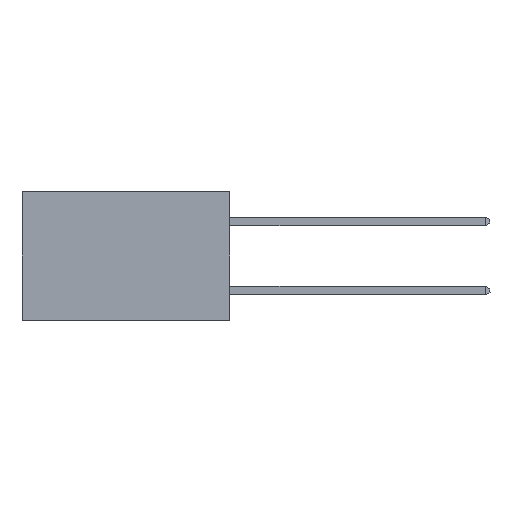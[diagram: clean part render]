
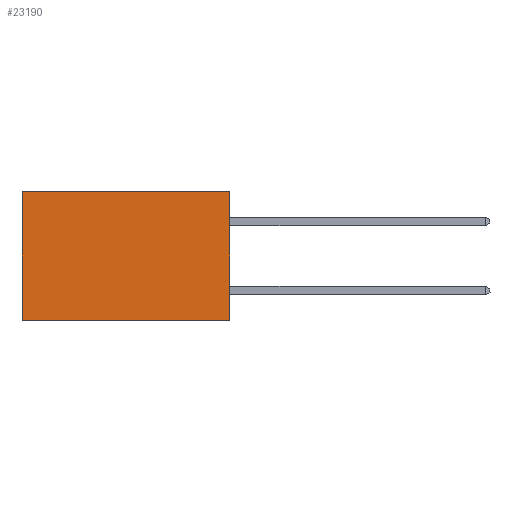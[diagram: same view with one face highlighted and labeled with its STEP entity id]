
A CAD part, left-side view. The second image highlights one B-rep face of the part: STEP entity #23190.
In plain terms, the highlighted planar face has unit normal (-1, 0, 0).
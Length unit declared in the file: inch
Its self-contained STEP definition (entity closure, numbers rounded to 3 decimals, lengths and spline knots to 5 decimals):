
#773 = EDGE_CURVE ( 'NONE', #12045, #22330, #19718, .T. ) ;
#1106 = CARTESIAN_POINT ( 'NONE',  ( 0.298, 0., -0.37 ) ) ;
#1380 = PLANE ( 'NONE',  #22016 ) ;
#1746 = DIRECTION ( 'NONE',  ( 0., 1., 0. ) ) ;
#1934 = LINE ( 'NONE', #14857, #14284 ) ;
#2403 = FACE_OUTER_BOUND ( 'NONE', #15152, .T. ) ;
#2976 = DIRECTION ( 'NONE',  ( 1., 0., 0. ) ) ;
#3161 = CARTESIAN_POINT ( 'NONE',  ( 0.298, 0.6, 0. ) ) ;
#3188 = DIRECTION ( 'NONE',  ( 0., 0., -1. ) ) ;
#4795 = ORIENTED_EDGE ( 'NONE', *, *, #21799, .F. ) ;
#6014 = DIRECTION ( 'NONE',  ( 0., 1., 0. ) ) ;
#6482 = CARTESIAN_POINT ( 'NONE',  ( 0.298, 0.6, -0.37 ) ) ;
#8003 = LINE ( 'NONE', #23470, #15598 ) ;
#9405 = LINE ( 'NONE', #17837, #23246 ) ;
#9577 = VERTEX_POINT ( 'NONE', #3161 ) ;
#12045 = VERTEX_POINT ( 'NONE', #1106 ) ;
#13905 = DIRECTION ( 'NONE',  ( 0., 0., -1. ) ) ;
#14284 = VECTOR ( 'NONE', #3188, 39.37008 ) ;
#14857 = CARTESIAN_POINT ( 'NONE',  ( 0.298, 0.6, 0. ) ) ;
#15152 = EDGE_LOOP ( 'NONE', ( #20643, #21169, #4795, #20248 ) ) ;
#15598 = VECTOR ( 'NONE', #6014, 39.37008 ) ;
#17141 = CARTESIAN_POINT ( 'NONE',  ( 0.298, 0., -0.37 ) ) ;
#17302 = VECTOR ( 'NONE', #1746, 39.37008 ) ;
#17833 = VERTEX_POINT ( 'NONE', #20961 ) ;
#17837 = CARTESIAN_POINT ( 'NONE',  ( 0.298, 0., 0. ) ) ;
#18395 = CARTESIAN_POINT ( 'NONE',  ( 0.298, 0., 0. ) ) ;
#18957 = EDGE_CURVE ( 'NONE', #17833, #9577, #8003, .T. ) ;
#19718 = LINE ( 'NONE', #17141, #17302 ) ;
#20248 = ORIENTED_EDGE ( 'NONE', *, *, #18957, .T. ) ;
#20643 = ORIENTED_EDGE ( 'NONE', *, *, #20671, .T. ) ;
#20671 = EDGE_CURVE ( 'NONE', #9577, #22330, #1934, .T. ) ;
#20961 = CARTESIAN_POINT ( 'NONE',  ( 0.298, 0., 0. ) ) ;
#21169 = ORIENTED_EDGE ( 'NONE', *, *, #773, .F. ) ;
#21799 = EDGE_CURVE ( 'NONE', #17833, #12045, #9405, .T. ) ;
#22016 = AXIS2_PLACEMENT_3D ( 'NONE', #18395, #2976, #24135 ) ;
#22330 = VERTEX_POINT ( 'NONE', #6482 ) ;
#23190 = ADVANCED_FACE ( 'NONE', ( #2403 ), #1380, .F. ) ;
#23246 = VECTOR ( 'NONE', #13905, 39.37008 ) ;
#23470 = CARTESIAN_POINT ( 'NONE',  ( 0.298, 0., 0. ) ) ;
#24135 = DIRECTION ( 'NONE',  ( 0., 0., -1. ) ) ;
